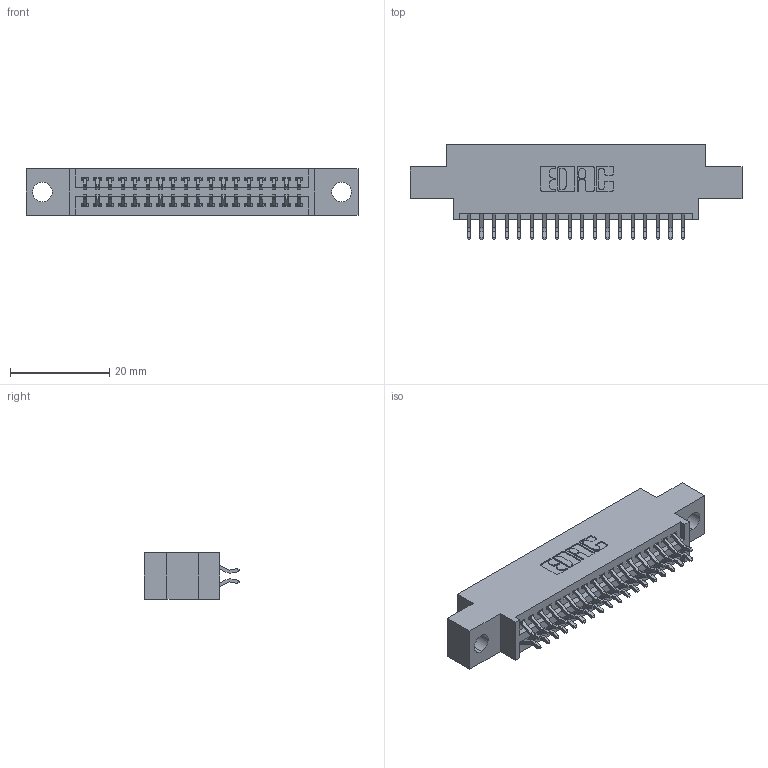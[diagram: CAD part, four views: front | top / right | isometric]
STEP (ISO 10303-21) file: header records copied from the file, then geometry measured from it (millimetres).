
FILE_DESCRIPTION (( 'STEP AP203' ), '1' );
FILE_NAME ('345-036-556-804.STEP', '2021-05-20T00:32:59', ( '' ), ( '' ), 'SwSTEP 2.0', 'SolidWorks 2020', '' );
FILE_SCHEMA (( 'CONFIG_CONTROL_DESIGN' ));
Length unit declared in the file: inch
Products named in the file (3): 345 Part_0.170 Offset - 0.156 Dia-TI; 345-036-556-804; 345-292-001_556 Tail
Assembly tree (37 placements, depth 2):
  345-036-556-804
    345 Part_0.170 Offset - 0.156 Dia-TI
    345-292-001_556 Tail  x36
Bounding box: 66.93 x 19.24 x 9.4 mm (x, y, z)
Volume: 6058 mm3; surface area: 8453.5 mm2
Topology: 37 solids, 37 shells, 2160 faces, 6401 edges, 4218 vertices
Faces by surface type: plane 1430, cylinder 730
Entity records: 18125 total; most frequent: CARTESIAN_POINT 3082, ORIENTED_EDGE 3002, DIRECTION 2733, EDGE_CURVE 1501, LINE 1289, VECTOR 1289, VERTEX_POINT 998, AXIS2_PLACEMENT_3D 722
